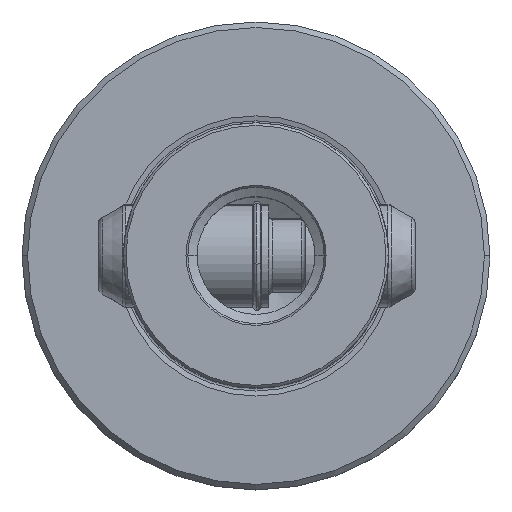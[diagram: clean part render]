
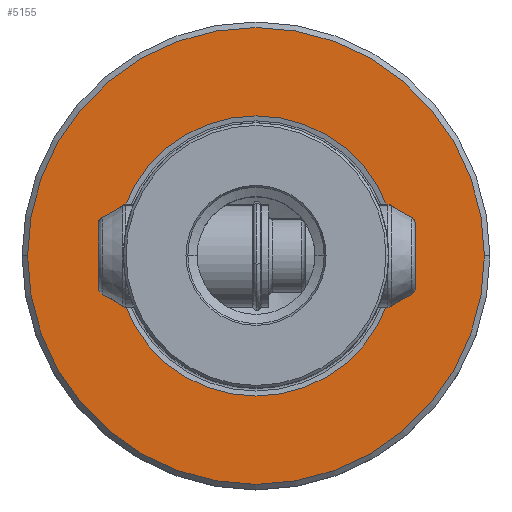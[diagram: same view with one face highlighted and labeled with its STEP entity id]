
A CAD part, top view. The second image highlights one B-rep face of the part: STEP entity #5155.
In plain terms, the highlighted planar face has unit normal (0, 0, 1).
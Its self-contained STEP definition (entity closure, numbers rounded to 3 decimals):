
#2117=EDGE_CURVE('NONE',#5571,#4399,#6005,.T.);
#3229=EDGE_CURVE('NONE',#4399,#5571,#7251,.T.);
#3715=EDGE_CURVE('NONE',#5735,#4947,#7782,.T.);
#4399=VERTEX_POINT('NONE',#8535);
#4947=VERTEX_POINT('NONE',#9130);
#5155=ADVANCED_FACE('NONE',(#9356,#9357),#9358,.T.);
#5235=EDGE_CURVE('NONE',#4947,#5735,#9447,.F.);
#5571=VERTEX_POINT('NONE',#9824);
#5735=VERTEX_POINT('NONE',#10007);
#6005=CIRCLE('',#12510,31.0);
#7251=CIRCLE('',#27739,31.0);
#7782=CIRCLE('',#33079,19.012);
#8535=CARTESIAN_POINT('',(31.0,0.,0.0));
#9130=CARTESIAN_POINT('',(-19.012,0.,0.0));
#9356=FACE_OUTER_BOUND('',#53924,.T.);
#9357=FACE_BOUND('',#53925,.T.);
#9358=PLANE('',#53926);
#9447=CIRCLE('',#54261,19.012);
#9824=CARTESIAN_POINT('',(-31.0,0.,0.0));
#10007=CARTESIAN_POINT('',(19.012,0.,0.0));
#12510=AXIS2_PLACEMENT_3D('',#63470,#63471,#63472);
#27739=AXIS2_PLACEMENT_3D('',#64974,#64975,#64976);
#33079=AXIS2_PLACEMENT_3D('',#65575,#65576,#65577);
#53924=EDGE_LOOP('',(#67287,#67288));
#53925=EDGE_LOOP('',(#67289,#67290));
#53926=AXIS2_PLACEMENT_3D('',#67291,#67292,#67293);
#54261=AXIS2_PLACEMENT_3D('',#67394,#67395,#67396);
#63470=CARTESIAN_POINT('',(0.0,0.0,0.0));
#63471=DIRECTION('',(0.0,0.0,-1.0));
#63472=DIRECTION('',(-1.0,0.,0.0));
#64974=CARTESIAN_POINT('',(0.0,0.0,0.0));
#64975=DIRECTION('',(0.0,0.0,-1.0));
#64976=DIRECTION('',(-1.0,0.,0.0));
#65575=CARTESIAN_POINT('',(0.0,0.0,0.0));
#65576=DIRECTION('',(-0.0,0.0,1.0));
#65577=DIRECTION('',(1.0,0.,0.0));
#67287=ORIENTED_EDGE('',*,*,#2117,.F.);
#67288=ORIENTED_EDGE('',*,*,#3229,.F.);
#67289=ORIENTED_EDGE('',*,*,#3715,.F.);
#67290=ORIENTED_EDGE('',*,*,#5235,.F.);
#67291=CARTESIAN_POINT('',(-18.0,0.0,0.0));
#67292=DIRECTION('',(-0.0,0.0,1.0));
#67293=DIRECTION('',(0.0,1.0,0.0));
#67394=CARTESIAN_POINT('',(0.0,0.0,0.0));
#67395=DIRECTION('',(0.0,0.0,-1.0));
#67396=DIRECTION('',(1.0,0.,0.0));
